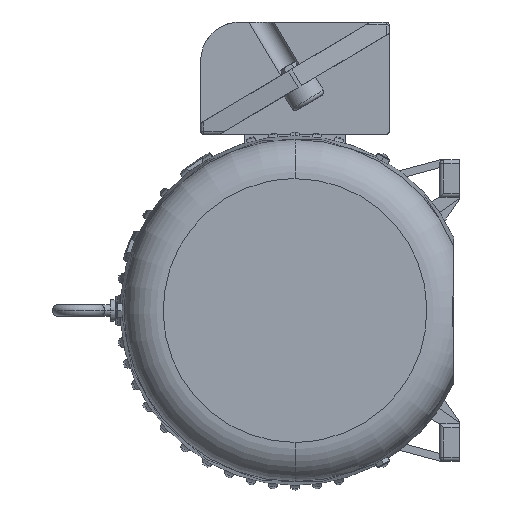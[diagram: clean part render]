
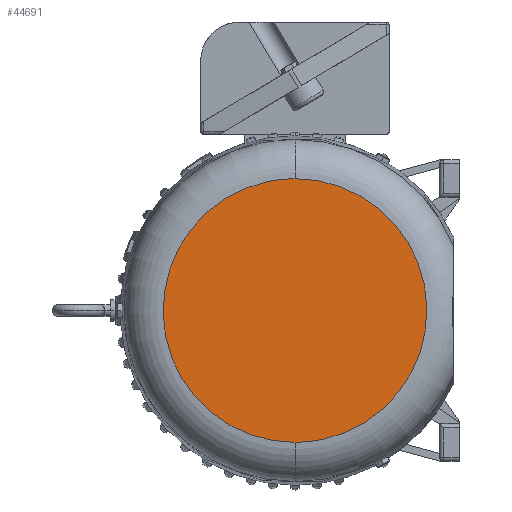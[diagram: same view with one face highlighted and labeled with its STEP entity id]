
A CAD part, left-side view. The second image highlights one B-rep face of the part: STEP entity #44691.
In plain terms, the highlighted planar face has unit normal (-1, 0, 0).
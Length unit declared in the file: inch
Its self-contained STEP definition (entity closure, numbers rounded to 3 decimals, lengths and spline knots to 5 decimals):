
#1478 = B_SPLINE_CURVE_WITH_KNOTS ( 'NONE', 3,
 ( #89671, #27825, #4889, #34755, #98918, #59726, #20296, #82149, #73857, #81798, #35774, #67259, #42661, #65899, #28138, #58729, #51854, #18949, #27500, #43316, #4549, #35435, #82845, #74558, #19638, #90687, #43650, #83184, #97570, #50515, #11767, #19294, #3519, #11427 ),
 .UNSPECIFIED., .F., .F.,
 ( 4, 2, 2, 2, 2, 2, 2, 2, 2, 2, 2, 2, 2, 2, 2, 2, 4 ),
 ( 0., 0.0625, 0.125, 0.1875, 0.25, 0.3125, 0.375, 0.4375, 0.5, 0.5625, 0.625, 0.6875, 0.75, 0.8125, 0.875, 0.9375, 1. ),
 .UNSPECIFIED. ) ;
#3519 = CARTESIAN_POINT ( 'NONE',  ( -24.79, -0.2755, -4.20938 ) ) ;
#3593 = CARTESIAN_POINT ( 'NONE',  ( -24.79, 3.34691, 2.56768 ) ) ;
#4549 = CARTESIAN_POINT ( 'NONE',  ( -24.79, -3.99439, -1.35633 ) ) ;
#4627 = CARTESIAN_POINT ( 'NONE',  ( -24.79, 1.35633, -3.99439 ) ) ;
#4889 = CARTESIAN_POINT ( 'NONE',  ( -24.79, -0.551, 4.18225 ) ) ;
#8975 = B_SPLINE_CURVE_WITH_KNOTS ( 'NONE', 3,
 ( #27894, #59475, #11173, #82573, #4627, #20378, #26904, #11505, #28214, #11852, #83262, #35848, #44066, #66654, #89752, #66997, #50253, #90767, #36190, #19032, #90444, #82234, #19716, #3593, #73938, #98307, #81878, #34842, #66316, #91098, #97646, #51266, #74628, #35173 ),
 .UNSPECIFIED., .F., .F.,
 ( 4, 2, 2, 2, 2, 2, 2, 2, 2, 2, 2, 2, 2, 2, 2, 2, 4 ),
 ( 0., 0.0625, 0.125, 0.1875, 0.25, 0.3125, 0.375, 0.4375, 0.5, 0.5625, 0.625, 0.6875, 0.75, 0.8125, 0.875, 0.9375, 1. ),
 .UNSPECIFIED. ) ;
#10621 = AXIS2_PLACEMENT_3D ( 'NONE', #30922, #37500, #92431 ) ;
#11173 = CARTESIAN_POINT ( 'NONE',  ( -24.79, 0.551, -4.18225 ) ) ;
#11427 = CARTESIAN_POINT ( 'NONE',  ( -24.79, 0., -4.20938 ) ) ;
#11505 = CARTESIAN_POINT ( 'NONE',  ( -24.79, 2.56768, -3.34691 ) ) ;
#11767 = CARTESIAN_POINT ( 'NONE',  ( -24.79, -1.09142, -4.07475 ) ) ;
#11852 = CARTESIAN_POINT ( 'NONE',  ( -24.79, 3.17129, -2.78167 ) ) ;
#18949 = CARTESIAN_POINT ( 'NONE',  ( -24.79, -4.20938, -0.2755 ) ) ;
#19032 = CARTESIAN_POINT ( 'NONE',  ( -24.79, 4.07475, 1.09142 ) ) ;
#19294 = CARTESIAN_POINT ( 'NONE',  ( -24.79, -0.551, -4.18225 ) ) ;
#19638 = CARTESIAN_POINT ( 'NONE',  ( -24.79, -3.17129, -2.78167 ) ) ;
#19716 = CARTESIAN_POINT ( 'NONE',  ( -24.79, 3.65303, 2.10953 ) ) ;
#20296 = CARTESIAN_POINT ( 'NONE',  ( -24.79, -2.10953, 3.65303 ) ) ;
#20378 = CARTESIAN_POINT ( 'NONE',  ( -24.79, 1.86539, -3.78353 ) ) ;
#23896 = EDGE_LOOP ( 'NONE', ( #78924, #66808 ) ) ;
#25158 = VERTEX_POINT ( 'NONE', #56114 ) ;
#26904 = CARTESIAN_POINT ( 'NONE',  ( -24.79, 2.10953, -3.65303 ) ) ;
#27500 = CARTESIAN_POINT ( 'NONE',  ( -24.79, -4.18225, -0.551 ) ) ;
#27825 = CARTESIAN_POINT ( 'NONE',  ( -24.79, -0.2755, 4.20938 ) ) ;
#27894 = CARTESIAN_POINT ( 'NONE',  ( -24.79, 0., -4.20938 ) ) ;
#28138 = CARTESIAN_POINT ( 'NONE',  ( -24.79, -4.07475, 1.09142 ) ) ;
#28214 = CARTESIAN_POINT ( 'NONE',  ( -24.79, 2.78167, -3.17129 ) ) ;
#29978 = EDGE_CURVE ( 'Defeatured_0_1661+Defeatured_0_1694+Defeatured_0_1694+Defeatured_0_1694', #96814, #25158, #8975, .T. ) ;
#30922 = CARTESIAN_POINT ( 'NONE',  ( -24.79, 5.05361, 5.05126 ) ) ;
#34755 = CARTESIAN_POINT ( 'NONE',  ( -24.79, -1.09142, 4.07475 ) ) ;
#34842 = CARTESIAN_POINT ( 'NONE',  ( -24.79, 2.10953, 3.65303 ) ) ;
#35173 = CARTESIAN_POINT ( 'NONE',  ( -24.79, 0., 4.20938 ) ) ;
#35435 = CARTESIAN_POINT ( 'NONE',  ( -24.79, -3.78353, -1.86539 ) ) ;
#35774 = CARTESIAN_POINT ( 'NONE',  ( -24.79, -3.34691, 2.56768 ) ) ;
#35848 = CARTESIAN_POINT ( 'NONE',  ( -24.79, 3.65303, -2.10953 ) ) ;
#36190 = CARTESIAN_POINT ( 'NONE',  ( -24.79, 4.18225, 0.551 ) ) ;
#37500 = DIRECTION ( 'NONE',  ( -1., 0., 0. ) ) ;
#42661 = CARTESIAN_POINT ( 'NONE',  ( -24.79, -3.78353, 1.86539 ) ) ;
#43316 = CARTESIAN_POINT ( 'NONE',  ( -24.79, -4.07475, -1.09142 ) ) ;
#43650 = CARTESIAN_POINT ( 'NONE',  ( -24.79, -2.56768, -3.34691 ) ) ;
#44066 = CARTESIAN_POINT ( 'NONE',  ( -24.79, 3.78353, -1.86539 ) ) ;
#44691 = ADVANCED_FACE ( 'Defeatured_0_1694', ( #57758 ), #78005, .T. ) ;
#50253 = CARTESIAN_POINT ( 'NONE',  ( -24.79, 4.20938, -0.2755 ) ) ;
#50515 = CARTESIAN_POINT ( 'NONE',  ( -24.79, -1.35633, -3.99439 ) ) ;
#51266 = CARTESIAN_POINT ( 'NONE',  ( -24.79, 0.551, 4.18225 ) ) ;
#51854 = CARTESIAN_POINT ( 'NONE',  ( -24.79, -4.20938, 0.2755 ) ) ;
#56114 = CARTESIAN_POINT ( 'NONE',  ( -24.79, 0., 4.20938 ) ) ;
#57758 = FACE_OUTER_BOUND ( 'NONE', #23896, .T. ) ;
#58729 = CARTESIAN_POINT ( 'NONE',  ( -24.79, -4.18225, 0.551 ) ) ;
#59475 = CARTESIAN_POINT ( 'NONE',  ( -24.79, 0.2755, -4.20938 ) ) ;
#59726 = CARTESIAN_POINT ( 'NONE',  ( -24.79, -1.86539, 3.78353 ) ) ;
#65899 = CARTESIAN_POINT ( 'NONE',  ( -24.79, -3.99439, 1.35633 ) ) ;
#66316 = CARTESIAN_POINT ( 'NONE',  ( -24.79, 1.86539, 3.78353 ) ) ;
#66654 = CARTESIAN_POINT ( 'NONE',  ( -24.79, 3.99439, -1.35633 ) ) ;
#66808 = ORIENTED_EDGE ( 'NONE', *, *, #75673, .F. ) ;
#66997 = CARTESIAN_POINT ( 'NONE',  ( -24.79, 4.18225, -0.551 ) ) ;
#67259 = CARTESIAN_POINT ( 'NONE',  ( -24.79, -3.65303, 2.10953 ) ) ;
#73857 = CARTESIAN_POINT ( 'NONE',  ( -24.79, -2.78167, 3.17129 ) ) ;
#73938 = CARTESIAN_POINT ( 'NONE',  ( -24.79, 3.17129, 2.78167 ) ) ;
#74558 = CARTESIAN_POINT ( 'NONE',  ( -24.79, -3.34691, -2.56768 ) ) ;
#74628 = CARTESIAN_POINT ( 'NONE',  ( -24.79, 0.2755, 4.20938 ) ) ;
#75673 = EDGE_CURVE ( 'NONE', #25158, #96814, #1478, .T. ) ;
#78005 = PLANE ( 'NONE',  #10621 ) ;
#78924 = ORIENTED_EDGE ( 'NONE', *, *, #29978, .F. ) ;
#81798 = CARTESIAN_POINT ( 'NONE',  ( -24.79, -3.17129, 2.78167 ) ) ;
#81878 = CARTESIAN_POINT ( 'NONE',  ( -24.79, 2.56768, 3.34691 ) ) ;
#82149 = CARTESIAN_POINT ( 'NONE',  ( -24.79, -2.56768, 3.34691 ) ) ;
#82234 = CARTESIAN_POINT ( 'NONE',  ( -24.79, 3.78353, 1.86539 ) ) ;
#82573 = CARTESIAN_POINT ( 'NONE',  ( -24.79, 1.09142, -4.07475 ) ) ;
#82845 = CARTESIAN_POINT ( 'NONE',  ( -24.79, -3.65303, -2.10953 ) ) ;
#83184 = CARTESIAN_POINT ( 'NONE',  ( -24.79, -2.10953, -3.65303 ) ) ;
#83262 = CARTESIAN_POINT ( 'NONE',  ( -24.79, 3.34691, -2.56768 ) ) ;
#87610 = CARTESIAN_POINT ( 'NONE',  ( -24.79, 0., -4.20938 ) ) ;
#89671 = CARTESIAN_POINT ( 'NONE',  ( -24.79, 0., 4.20938 ) ) ;
#89752 = CARTESIAN_POINT ( 'NONE',  ( -24.79, 4.07475, -1.09142 ) ) ;
#90444 = CARTESIAN_POINT ( 'NONE',  ( -24.79, 3.99439, 1.35633 ) ) ;
#90687 = CARTESIAN_POINT ( 'NONE',  ( -24.79, -2.78167, -3.17129 ) ) ;
#90767 = CARTESIAN_POINT ( 'NONE',  ( -24.79, 4.20938, 0.2755 ) ) ;
#91098 = CARTESIAN_POINT ( 'NONE',  ( -24.79, 1.35633, 3.99439 ) ) ;
#92431 = DIRECTION ( 'NONE',  ( 0., 0., -1. ) ) ;
#96814 = VERTEX_POINT ( 'NONE', #87610 ) ;
#97570 = CARTESIAN_POINT ( 'NONE',  ( -24.79, -1.86539, -3.78353 ) ) ;
#97646 = CARTESIAN_POINT ( 'NONE',  ( -24.79, 1.09142, 4.07475 ) ) ;
#98307 = CARTESIAN_POINT ( 'NONE',  ( -24.79, 2.78167, 3.17129 ) ) ;
#98918 = CARTESIAN_POINT ( 'NONE',  ( -24.79, -1.35633, 3.99439 ) ) ;
